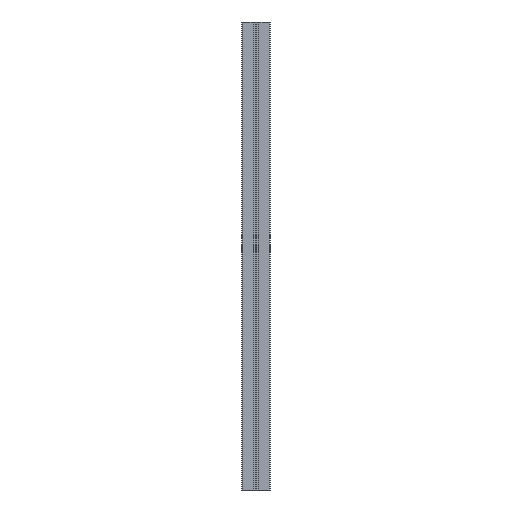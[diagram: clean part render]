
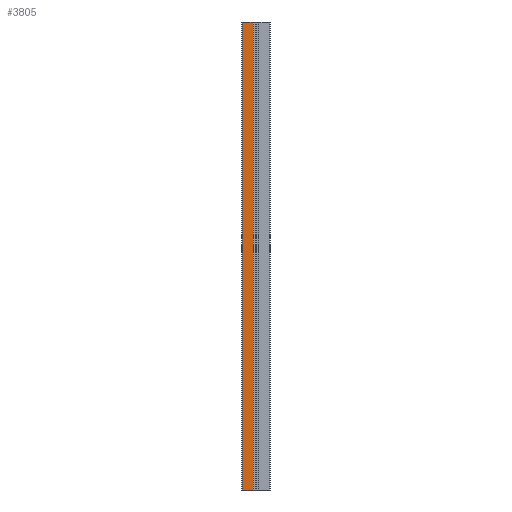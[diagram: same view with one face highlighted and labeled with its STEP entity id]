
A CAD part, front view. The second image highlights one B-rep face of the part: STEP entity #3805.
In plain terms, the highlighted planar face has unit normal (0, -1, 0).
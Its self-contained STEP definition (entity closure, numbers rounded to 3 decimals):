
#83 = EDGE_CURVE ( 'NONE', #9727, #1150, #5894, .T. ) ;
#180 = VERTEX_POINT ( 'NONE', #11534 ) ;
#286 = ORIENTED_EDGE ( 'NONE', *, *, #10959, .F. ) ;
#515 = EDGE_CURVE ( 'NONE', #180, #12140, #3002, .T. ) ;
#562 = CARTESIAN_POINT ( 'NONE',  ( -28., -20., 0. ) ) ;
#1150 = VERTEX_POINT ( 'NONE', #562 ) ;
#1301 = EDGE_CURVE ( 'NONE', #12140, #1150, #9020, .T. ) ;
#1505 = VECTOR ( 'NONE', #7481, 1000. ) ;
#1821 = CARTESIAN_POINT ( 'NONE',  ( -28., -20., -1000. ) ) ;
#2225 = CARTESIAN_POINT ( 'NONE',  ( -20., -20., 0. ) ) ;
#2496 = ORIENTED_EDGE ( 'NONE', *, *, #83, .T. ) ;
#3002 = LINE ( 'NONE', #10223, #9533 ) ;
#3286 = FACE_OUTER_BOUND ( 'NONE', #13072, .T. ) ;
#3558 = DIRECTION ( 'NONE',  ( -1., 0., 0. ) ) ;
#3805 = ADVANCED_FACE ( 'NONE', ( #3286 ), #8735, .T. ) ;
#5386 = ORIENTED_EDGE ( 'NONE', *, *, #515, .F. ) ;
#5415 = CARTESIAN_POINT ( 'NONE',  ( -6.325, -20., -1000. ) ) ;
#5894 = LINE ( 'NONE', #2225, #6524 ) ;
#6207 = CARTESIAN_POINT ( 'NONE',  ( -28., -20., -1000. ) ) ;
#6481 = LINE ( 'NONE', #5415, #1505 ) ;
#6524 = VECTOR ( 'NONE', #10426, 1000. ) ;
#6622 = VECTOR ( 'NONE', #10005, 1000. ) ;
#7481 = DIRECTION ( 'NONE',  ( 0., 0., -1. ) ) ;
#8352 = AXIS2_PLACEMENT_3D ( 'NONE', #8775, #10813, #3558 ) ;
#8735 = PLANE ( 'NONE',  #8352 ) ;
#8775 = CARTESIAN_POINT ( 'NONE',  ( -20., -20., -1000. ) ) ;
#9020 = LINE ( 'NONE', #1821, #6622 ) ;
#9533 = VECTOR ( 'NONE', #11169, 1000. ) ;
#9727 = VERTEX_POINT ( 'NONE', #12305 ) ;
#10005 = DIRECTION ( 'NONE',  ( 0., 0., 1. ) ) ;
#10223 = CARTESIAN_POINT ( 'NONE',  ( -20., -20., -1000. ) ) ;
#10378 = ORIENTED_EDGE ( 'NONE', *, *, #1301, .F. ) ;
#10426 = DIRECTION ( 'NONE',  ( -1., 0., 0. ) ) ;
#10813 = DIRECTION ( 'NONE',  ( 0., -1., 0. ) ) ;
#10959 = EDGE_CURVE ( 'NONE', #9727, #180, #6481, .T. ) ;
#11169 = DIRECTION ( 'NONE',  ( -1., 0., 0. ) ) ;
#11534 = CARTESIAN_POINT ( 'NONE',  ( -6.325, -20., -1000. ) ) ;
#12140 = VERTEX_POINT ( 'NONE', #6207 ) ;
#12305 = CARTESIAN_POINT ( 'NONE',  ( -6.325, -20., 0. ) ) ;
#13072 = EDGE_LOOP ( 'NONE', ( #2496, #10378, #5386, #286 ) ) ;
